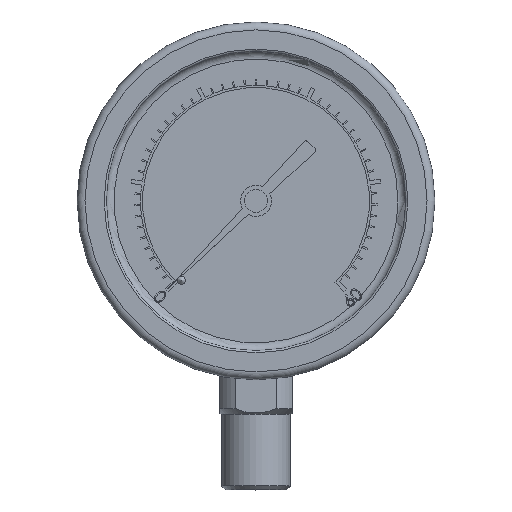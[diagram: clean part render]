
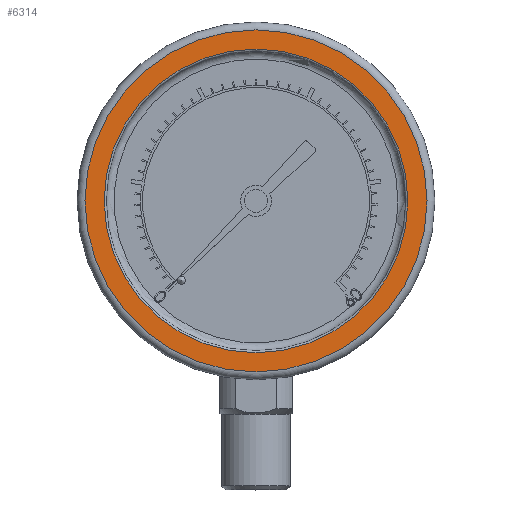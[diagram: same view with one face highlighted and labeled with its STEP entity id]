
A CAD part, top view. The second image highlights one B-rep face of the part: STEP entity #6314.
In plain terms, the highlighted planar face has unit normal (0, 0, 1).
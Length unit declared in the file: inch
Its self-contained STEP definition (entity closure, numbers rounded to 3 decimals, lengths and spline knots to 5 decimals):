
#127 = ORIENTED_EDGE ( 'NONE', *, *, #10849, .T. ) ;
#504 = CARTESIAN_POINT ( 'NONE',  ( 1.2965, 0., 0. ) ) ;
#545 = AXIS2_PLACEMENT_3D ( 'NONE', #3452, #8440, #5952 ) ;
#1155 = FACE_OUTER_BOUND ( 'NONE', #6586, .T. ) ;
#1237 = PLANE ( 'NONE',  #545 ) ;
#1461 = CARTESIAN_POINT ( 'NONE',  ( 0., 0., 0. ) ) ;
#2316 = DIRECTION ( 'NONE',  ( 0., 0., 1. ) ) ;
#2348 = FACE_BOUND ( 'NONE', #10190, .T. ) ;
#2887 = DIRECTION ( 'NONE',  ( 0., 0., -1. ) ) ;
#3452 = CARTESIAN_POINT ( 'NONE',  ( 0., 0., 0. ) ) ;
#4724 = ORIENTED_EDGE ( 'NONE', *, *, #14444, .T. ) ;
#5509 = AXIS2_PLACEMENT_3D ( 'NONE', #1461, #2887, #6332 ) ;
#5952 = DIRECTION ( 'NONE',  ( 1., 0., 0. ) ) ;
#6164 = AXIS2_PLACEMENT_3D ( 'NONE', #8259, #2316, #15408 ) ;
#6314 = ADVANCED_FACE ( 'NONE', ( #2348, #1155 ), #1237, .T. ) ;
#6332 = DIRECTION ( 'NONE',  ( 1., 0., 0. ) ) ;
#6586 = EDGE_LOOP ( 'NONE', ( #127 ) ) ;
#7485 = VERTEX_POINT ( 'NONE', #504 ) ;
#8259 = CARTESIAN_POINT ( 'NONE',  ( 0., 0., 0. ) ) ;
#8391 = CIRCLE ( 'NONE', #6164, 1.2965 ) ;
#8440 = DIRECTION ( 'NONE',  ( 0., 0., 1. ) ) ;
#10190 = EDGE_LOOP ( 'NONE', ( #4724 ) ) ;
#10849 = EDGE_CURVE ( 'NONE', #7485, #7485, #8391, .T. ) ;
#11016 = VERTEX_POINT ( 'NONE', #13466 ) ;
#13024 = CIRCLE ( 'NONE', #5509, 1.151 ) ;
#13466 = CARTESIAN_POINT ( 'NONE',  ( 1.151, 0., 0. ) ) ;
#14444 = EDGE_CURVE ( 'NONE', #11016, #11016, #13024, .T. ) ;
#15408 = DIRECTION ( 'NONE',  ( 1., 0., 0. ) ) ;
